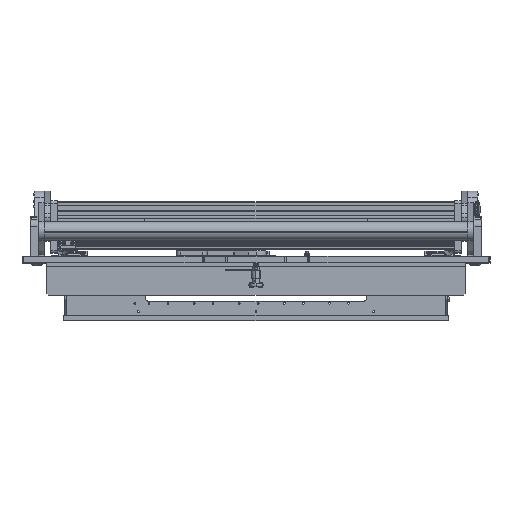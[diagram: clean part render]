
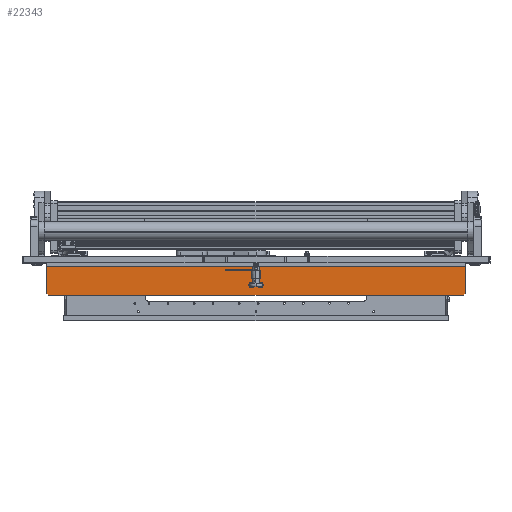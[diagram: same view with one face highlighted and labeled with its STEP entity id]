
A CAD part, top view. The second image highlights one B-rep face of the part: STEP entity #22343.
In plain terms, the highlighted face is planar.
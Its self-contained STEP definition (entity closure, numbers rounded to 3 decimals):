
#1000 = VECTOR ( 'NONE', #89693, 1000. ) ;
#1102 = CARTESIAN_POINT ( 'NONE',  ( -6., -6., 320. ) ) ;
#2386 = VERTEX_POINT ( 'NONE', #10727 ) ;
#4678 = ORIENTED_EDGE ( 'NONE', *, *, #25521, .T. ) ;
#6094 = CARTESIAN_POINT ( 'NONE',  ( -6., -50., 320. ) ) ;
#6761 = CIRCLE ( 'NONE', #78508, 1.7 ) ;
#6849 = LINE ( 'NONE', #93433, #67118 ) ;
#8994 = DIRECTION ( 'NONE',  ( 0., 1., 0. ) ) ;
#9643 = CARTESIAN_POINT ( 'NONE',  ( -6., -6., 320. ) ) ;
#10727 = CARTESIAN_POINT ( 'NONE',  ( -6., -34., -5.3 ) ) ;
#11398 = EDGE_CURVE ( 'NONE', #75249, #60802, #6849, .T. ) ;
#13194 = FACE_BOUND ( 'NONE', #26268, .T. ) ;
#13590 = DIRECTION ( 'NONE',  ( 0., 1., 0. ) ) ;
#18881 = DIRECTION ( 'NONE',  ( 0., -1., 0. ) ) ;
#19602 = VERTEX_POINT ( 'NONE', #43499 ) ;
#19743 = EDGE_CURVE ( 'NONE', #75249, #58224, #23040, .T. ) ;
#21623 = VERTEX_POINT ( 'NONE', #89049 ) ;
#21936 = ORIENTED_EDGE ( 'NONE', *, *, #30137, .T. ) ;
#22343 = ADVANCED_FACE ( 'NONE', ( #13194, #76838, #74534 ), #23960, .F. ) ;
#22868 = DIRECTION ( 'NONE',  ( 0., -1., 0. ) ) ;
#23040 = LINE ( 'NONE', #23714, #72719 ) ;
#23714 = CARTESIAN_POINT ( 'NONE',  ( -6., -6., 320. ) ) ;
#23960 = PLANE ( 'NONE',  #57287 ) ;
#25521 = EDGE_CURVE ( 'NONE', #19602, #49537, #30262, .T. ) ;
#26268 = EDGE_LOOP ( 'NONE', ( #48036, #21936 ) ) ;
#26426 = DIRECTION ( 'NONE',  ( 0., 1., 0. ) ) ;
#26790 = EDGE_CURVE ( 'NONE', #21623, #2386, #6761, .T. ) ;
#28834 = VERTEX_POINT ( 'NONE', #67028 ) ;
#29811 = ORIENTED_EDGE ( 'NONE', *, *, #26790, .T. ) ;
#30137 = EDGE_CURVE ( 'NONE', #47492, #28834, #79574, .T. ) ;
#30262 = LINE ( 'NONE', #58886, #49957 ) ;
#33393 = CARTESIAN_POINT ( 'NONE',  ( -6., -47., 320. ) ) ;
#34315 = DIRECTION ( 'NONE',  ( 0., 1., 0. ) ) ;
#35750 = LINE ( 'NONE', #60732, #1000 ) ;
#37380 = ORIENTED_EDGE ( 'NONE', *, *, #19743, .T. ) ;
#37552 = EDGE_LOOP ( 'NONE', ( #29811, #68490 ) ) ;
#37816 = ORIENTED_EDGE ( 'NONE', *, *, #11398, .F. ) ;
#38641 = DIRECTION ( 'NONE',  ( 0., 0., -1. ) ) ;
#40012 = CARTESIAN_POINT ( 'NONE',  ( -6., -50., -317. ) ) ;
#42764 = EDGE_CURVE ( 'NONE', #58224, #19602, #85240, .T. ) ;
#43499 = CARTESIAN_POINT ( 'NONE',  ( -6., -47., -320. ) ) ;
#43902 = EDGE_CURVE ( 'NONE', #57922, #49537, #54133, .T. ) ;
#46105 = VECTOR ( 'NONE', #22868, 1000. ) ;
#47492 = VERTEX_POINT ( 'NONE', #80789 ) ;
#48036 = ORIENTED_EDGE ( 'NONE', *, *, #71237, .T. ) ;
#48108 = EDGE_CURVE ( 'NONE', #57922, #60802, #35750, .T. ) ;
#48462 = CARTESIAN_POINT ( 'NONE',  ( -6., -34., -7. ) ) ;
#49537 = VERTEX_POINT ( 'NONE', #40012 ) ;
#49564 = DIRECTION ( 'NONE',  ( 0., 0., -1. ) ) ;
#49668 = ORIENTED_EDGE ( 'NONE', *, *, #43902, .F. ) ;
#49957 = VECTOR ( 'NONE', #73638, 1000. ) ;
#53387 = DIRECTION ( 'NONE',  ( 1., 0., 0. ) ) ;
#53427 = DIRECTION ( 'NONE',  ( 1., 0., 0. ) ) ;
#54133 = LINE ( 'NONE', #6094, #79401 ) ;
#55649 = DIRECTION ( 'NONE',  ( 1., 0., 0. ) ) ;
#56056 = CARTESIAN_POINT ( 'NONE',  ( -6., -6., -320. ) ) ;
#57160 = DIRECTION ( 'NONE',  ( 1., 0., 0. ) ) ;
#57287 = AXIS2_PLACEMENT_3D ( 'NONE', #9643, #53427, #8994 ) ;
#57922 = VERTEX_POINT ( 'NONE', #72231 ) ;
#57987 = CARTESIAN_POINT ( 'NONE',  ( -6., -34., 7. ) ) ;
#58224 = VERTEX_POINT ( 'NONE', #56056 ) ;
#58886 = CARTESIAN_POINT ( 'NONE',  ( -6., -50., -317. ) ) ;
#60531 = EDGE_LOOP ( 'NONE', ( #49668, #78054, #37816, #37380, #76433, #4678 ) ) ;
#60732 = CARTESIAN_POINT ( 'NONE',  ( -6., -47., 320. ) ) ;
#60802 = VERTEX_POINT ( 'NONE', #33393 ) ;
#63658 = CIRCLE ( 'NONE', #92893, 1.7 ) ;
#67028 = CARTESIAN_POINT ( 'NONE',  ( -6., -34., 5.3 ) ) ;
#67118 = VECTOR ( 'NONE', #18881, 1000. ) ;
#67155 = CARTESIAN_POINT ( 'NONE',  ( -6., -6., -320. ) ) ;
#68432 = AXIS2_PLACEMENT_3D ( 'NONE', #57987, #94631, #13590 ) ;
#68490 = ORIENTED_EDGE ( 'NONE', *, *, #75043, .T. ) ;
#71237 = EDGE_CURVE ( 'NONE', #28834, #47492, #92375, .T. ) ;
#71590 = AXIS2_PLACEMENT_3D ( 'NONE', #88454, #53387, #82935 ) ;
#72231 = CARTESIAN_POINT ( 'NONE',  ( -6., -50., 317. ) ) ;
#72719 = VECTOR ( 'NONE', #38641, 1000. ) ;
#73638 = DIRECTION ( 'NONE',  ( 0., -0.707, 0.707 ) ) ;
#74534 = FACE_OUTER_BOUND ( 'NONE', #60531, .T. ) ;
#75043 = EDGE_CURVE ( 'NONE', #2386, #21623, #63658, .T. ) ;
#75249 = VERTEX_POINT ( 'NONE', #1102 ) ;
#76433 = ORIENTED_EDGE ( 'NONE', *, *, #42764, .T. ) ;
#76838 = FACE_BOUND ( 'NONE', #37552, .T. ) ;
#78054 = ORIENTED_EDGE ( 'NONE', *, *, #48108, .T. ) ;
#78508 = AXIS2_PLACEMENT_3D ( 'NONE', #84896, #55649, #34315 ) ;
#79401 = VECTOR ( 'NONE', #49564, 1000. ) ;
#79574 = CIRCLE ( 'NONE', #68432, 1.7 ) ;
#80789 = CARTESIAN_POINT ( 'NONE',  ( -6., -34., 8.7 ) ) ;
#82935 = DIRECTION ( 'NONE',  ( 0., 1., 0. ) ) ;
#84896 = CARTESIAN_POINT ( 'NONE',  ( -6., -34., -7. ) ) ;
#85240 = LINE ( 'NONE', #67155, #46105 ) ;
#88454 = CARTESIAN_POINT ( 'NONE',  ( -6., -34., 7. ) ) ;
#89049 = CARTESIAN_POINT ( 'NONE',  ( -6., -34., -8.7 ) ) ;
#89693 = DIRECTION ( 'NONE',  ( 0., 0.707, 0.707 ) ) ;
#92375 = CIRCLE ( 'NONE', #71590, 1.7 ) ;
#92893 = AXIS2_PLACEMENT_3D ( 'NONE', #48462, #57160, #26426 ) ;
#93433 = CARTESIAN_POINT ( 'NONE',  ( -6., -6., 320. ) ) ;
#94631 = DIRECTION ( 'NONE',  ( 1., 0., 0. ) ) ;
